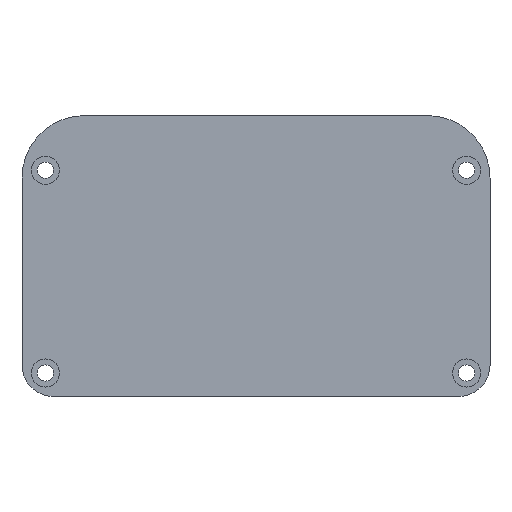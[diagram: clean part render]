
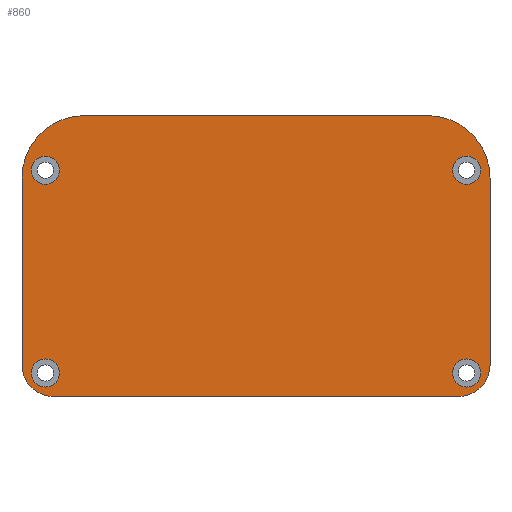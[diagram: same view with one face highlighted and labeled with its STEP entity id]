
A CAD part, front view. The second image highlights one B-rep face of the part: STEP entity #860.
In plain terms, the highlighted planar face has unit normal (0, -1, 0).
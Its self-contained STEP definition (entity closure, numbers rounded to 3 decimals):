
#10 = ORIENTED_EDGE ( 'NONE', *, *, #1597, .F. ) ;
#43 = DIRECTION ( 'NONE',  ( 0., 0., -1. ) ) ;
#47 = EDGE_LOOP ( 'NONE', ( #2012, #10 ) ) ;
#66 = VERTEX_POINT ( 'NONE', #1384 ) ;
#71 = DIRECTION ( 'NONE',  ( 0., 1., 0. ) ) ;
#81 = CIRCLE ( 'NONE', #1388, 10. ) ;
#96 = CARTESIAN_POINT ( 'NONE',  ( 135., -3., -20. ) ) ;
#145 = ORIENTED_EDGE ( 'NONE', *, *, #774, .F. ) ;
#151 = EDGE_CURVE ( 'NONE', #534, #1992, #2077, .T. ) ;
#153 = CIRCLE ( 'NONE', #1436, 4.5 ) ;
#173 = DIRECTION ( 'NONE',  ( 0., -1., 0. ) ) ;
#189 = ORIENTED_EDGE ( 'NONE', *, *, #1349, .F. ) ;
#195 = DIRECTION ( 'NONE',  ( 0., 0., -1. ) ) ;
#205 = VECTOR ( 'NONE', #1548, 1000. ) ;
#214 = AXIS2_PLACEMENT_3D ( 'NONE', #888, #1536, #244 ) ;
#244 = DIRECTION ( 'NONE',  ( 0., 0., -1. ) ) ;
#249 = DIRECTION ( 'NONE',  ( 0., 0., -1. ) ) ;
#251 = ORIENTED_EDGE ( 'NONE', *, *, #629, .F. ) ;
#257 = CARTESIAN_POINT ( 'NONE',  ( 115., -3., -20. ) ) ;
#258 = CARTESIAN_POINT ( 'NONE',  ( 127.5, -3., -82.5 ) ) ;
#266 = DIRECTION ( 'NONE',  ( 0., -1., 0. ) ) ;
#317 = ORIENTED_EDGE ( 'NONE', *, *, #1394, .T. ) ;
#321 = VERTEX_POINT ( 'NONE', #969 ) ;
#327 = DIRECTION ( 'NONE',  ( 0., 0., -1. ) ) ;
#335 = CARTESIAN_POINT ( 'NONE',  ( -7.5, -3., -17.5 ) ) ;
#337 = DIRECTION ( 'NONE',  ( 0., 0., -1. ) ) ;
#340 = ORIENTED_EDGE ( 'NONE', *, *, #151, .T. ) ;
#346 = CARTESIAN_POINT ( 'NONE',  ( -5., -3., -80. ) ) ;
#348 = DIRECTION ( 'NONE',  ( 0., 0., -1. ) ) ;
#354 = CIRCLE ( 'NONE', #1969, 4.5 ) ;
#355 = ORIENTED_EDGE ( 'NONE', *, *, #697, .F. ) ;
#374 = CARTESIAN_POINT ( 'NONE',  ( -7.5, -3., -13. ) ) ;
#406 = VERTEX_POINT ( 'NONE', #488 ) ;
#415 = EDGE_CURVE ( 'NONE', #1657, #534, #81, .T. ) ;
#419 = ORIENTED_EDGE ( 'NONE', *, *, #510, .T. ) ;
#420 = VECTOR ( 'NONE', #1263, 1000. ) ;
#449 = CIRCLE ( 'NONE', #1930, 4.5 ) ;
#477 = ORIENTED_EDGE ( 'NONE', *, *, #542, .F. ) ;
#481 = CARTESIAN_POINT ( 'NONE',  ( -5., -3., -90. ) ) ;
#488 = CARTESIAN_POINT ( 'NONE',  ( -7.5, -3., -78. ) ) ;
#492 = AXIS2_PLACEMENT_3D ( 'NONE', #1789, #1957, #1444 ) ;
#510 = EDGE_CURVE ( 'NONE', #1510, #321, #608, .T. ) ;
#534 = VERTEX_POINT ( 'NONE', #710 ) ;
#542 = EDGE_CURVE ( 'NONE', #1484, #1036, #1424, .T. ) ;
#574 = CARTESIAN_POINT ( 'NONE',  ( -7.5, -3., -82.5 ) ) ;
#608 = CIRCLE ( 'NONE', #877, 10. ) ;
#624 = CIRCLE ( 'NONE', #761, 20. ) ;
#626 = DIRECTION ( 'NONE',  ( 1., 0., 0. ) ) ;
#629 = EDGE_CURVE ( 'NONE', #1813, #406, #354, .T. ) ;
#665 = CARTESIAN_POINT ( 'NONE',  ( -7.5, -3., -82.5 ) ) ;
#666 = AXIS2_PLACEMENT_3D ( 'NONE', #335, #1804, #1179 ) ;
#670 = CARTESIAN_POINT ( 'NONE',  ( 5., -3., 0. ) ) ;
#697 = EDGE_CURVE ( 'NONE', #406, #1813, #1803, .T. ) ;
#708 = AXIS2_PLACEMENT_3D ( 'NONE', #1748, #266, #1913 ) ;
#710 = CARTESIAN_POINT ( 'NONE',  ( 135., -3., -80. ) ) ;
#747 = ORIENTED_EDGE ( 'NONE', *, *, #801, .T. ) ;
#759 = ORIENTED_EDGE ( 'NONE', *, *, #1857, .T. ) ;
#761 = AXIS2_PLACEMENT_3D ( 'NONE', #979, #1453, #1620 ) ;
#774 = EDGE_CURVE ( 'NONE', #1296, #1856, #1054, .T. ) ;
#796 = CARTESIAN_POINT ( 'NONE',  ( 127.5, -3., -13. ) ) ;
#799 = VERTEX_POINT ( 'NONE', #916 ) ;
#801 = EDGE_CURVE ( 'NONE', #1809, #1953, #1149, .T. ) ;
#845 = VECTOR ( 'NONE', #626, 1000. ) ;
#860 = ADVANCED_FACE ( 'NONE', ( #942, #1060, #1264, #1085, #1740 ), #1715, .F. ) ;
#877 = AXIS2_PLACEMENT_3D ( 'NONE', #346, #2006, #43 ) ;
#888 = CARTESIAN_POINT ( 'NONE',  ( 5., -3., -20. ) ) ;
#893 = CARTESIAN_POINT ( 'NONE',  ( 5., -3., 0. ) ) ;
#901 = DIRECTION ( 'NONE',  ( 0., 0., 1. ) ) ;
#913 = DIRECTION ( 'NONE',  ( 0., -1., 0. ) ) ;
#916 = CARTESIAN_POINT ( 'NONE',  ( 115., -3., 0. ) ) ;
#942 = FACE_BOUND ( 'NONE', #1554, .T. ) ;
#969 = CARTESIAN_POINT ( 'NONE',  ( -5., -3., -90. ) ) ;
#979 = CARTESIAN_POINT ( 'NONE',  ( 115., -3., -20. ) ) ;
#1001 = VERTEX_POINT ( 'NONE', #1941 ) ;
#1026 = CARTESIAN_POINT ( 'NONE',  ( 125., -3., -80. ) ) ;
#1036 = VERTEX_POINT ( 'NONE', #374 ) ;
#1045 = ORIENTED_EDGE ( 'NONE', *, *, #415, .T. ) ;
#1054 = CIRCLE ( 'NONE', #708, 4.5 ) ;
#1058 = EDGE_CURVE ( 'NONE', #1001, #66, #153, .T. ) ;
#1060 = FACE_BOUND ( 'NONE', #1354, .T. ) ;
#1078 = CARTESIAN_POINT ( 'NONE',  ( -7.5, -3., -87. ) ) ;
#1085 = FACE_BOUND ( 'NONE', #1605, .T. ) ;
#1088 = ORIENTED_EDGE ( 'NONE', *, *, #2114, .T. ) ;
#1100 = AXIS2_PLACEMENT_3D ( 'NONE', #1842, #1151, #348 ) ;
#1149 = CIRCLE ( 'NONE', #214, 20. ) ;
#1151 = DIRECTION ( 'NONE',  ( 0., -1., 0. ) ) ;
#1153 = LINE ( 'NONE', #670, #205 ) ;
#1179 = DIRECTION ( 'NONE',  ( 0., 0., -1. ) ) ;
#1195 = VECTOR ( 'NONE', #249, 1000. ) ;
#1223 = CIRCLE ( 'NONE', #492, 4.5 ) ;
#1263 = DIRECTION ( 'NONE',  ( 0., 0., 1. ) ) ;
#1264 = FACE_BOUND ( 'NONE', #47, .T. ) ;
#1290 = CIRCLE ( 'NONE', #1100, 4.5 ) ;
#1296 = VERTEX_POINT ( 'NONE', #796 ) ;
#1321 = CARTESIAN_POINT ( 'NONE',  ( -15., -3., -80. ) ) ;
#1331 = CARTESIAN_POINT ( 'NONE',  ( -7.5, -3., -22. ) ) ;
#1349 = EDGE_CURVE ( 'NONE', #1036, #1484, #1223, .T. ) ;
#1354 = EDGE_LOOP ( 'NONE', ( #1663, #145 ) ) ;
#1362 = EDGE_LOOP ( 'NONE', ( #1937, #1088, #747, #759, #419, #317, #1045, #340 ) ) ;
#1384 = CARTESIAN_POINT ( 'NONE',  ( 127.5, -3., -78. ) ) ;
#1388 = AXIS2_PLACEMENT_3D ( 'NONE', #1026, #1975, #327 ) ;
#1394 = EDGE_CURVE ( 'NONE', #321, #1657, #2103, .T. ) ;
#1424 = CIRCLE ( 'NONE', #666, 4.5 ) ;
#1436 = AXIS2_PLACEMENT_3D ( 'NONE', #258, #1537, #1565 ) ;
#1444 = DIRECTION ( 'NONE',  ( 0., 0., -1. ) ) ;
#1453 = DIRECTION ( 'NONE',  ( 0., -1., 0. ) ) ;
#1469 = EDGE_CURVE ( 'NONE', #1856, #1296, #1290, .T. ) ;
#1484 = VERTEX_POINT ( 'NONE', #1331 ) ;
#1510 = VERTEX_POINT ( 'NONE', #1321 ) ;
#1536 = DIRECTION ( 'NONE',  ( 0., -1., 0. ) ) ;
#1537 = DIRECTION ( 'NONE',  ( 0., -1., 0. ) ) ;
#1548 = DIRECTION ( 'NONE',  ( -1., 0., 0. ) ) ;
#1554 = EDGE_LOOP ( 'NONE', ( #251, #355 ) ) ;
#1565 = DIRECTION ( 'NONE',  ( 0., 0., -1. ) ) ;
#1597 = EDGE_CURVE ( 'NONE', #66, #1001, #449, .T. ) ;
#1605 = EDGE_LOOP ( 'NONE', ( #477, #189 ) ) ;
#1607 = AXIS2_PLACEMENT_3D ( 'NONE', #257, #71, #901 ) ;
#1613 = CARTESIAN_POINT ( 'NONE',  ( 135., -3., -20. ) ) ;
#1620 = DIRECTION ( 'NONE',  ( 0., 0., 1. ) ) ;
#1657 = VERTEX_POINT ( 'NONE', #1849 ) ;
#1663 = ORIENTED_EDGE ( 'NONE', *, *, #1469, .F. ) ;
#1715 = PLANE ( 'NONE',  #1607 ) ;
#1737 = DIRECTION ( 'NONE',  ( 0., 0., -1. ) ) ;
#1740 = FACE_OUTER_BOUND ( 'NONE', #1362, .T. ) ;
#1745 = LINE ( 'NONE', #2054, #1195 ) ;
#1748 = CARTESIAN_POINT ( 'NONE',  ( 127.5, -3., -17.5 ) ) ;
#1789 = CARTESIAN_POINT ( 'NONE',  ( -7.5, -3., -17.5 ) ) ;
#1803 = CIRCLE ( 'NONE', #1972, 4.5 ) ;
#1804 = DIRECTION ( 'NONE',  ( 0., -1., 0. ) ) ;
#1809 = VERTEX_POINT ( 'NONE', #893 ) ;
#1813 = VERTEX_POINT ( 'NONE', #1078 ) ;
#1818 = CARTESIAN_POINT ( 'NONE',  ( 127.5, -3., -82.5 ) ) ;
#1839 = DIRECTION ( 'NONE',  ( 0., -1., 0. ) ) ;
#1842 = CARTESIAN_POINT ( 'NONE',  ( 127.5, -3., -17.5 ) ) ;
#1849 = CARTESIAN_POINT ( 'NONE',  ( 125., -3., -90. ) ) ;
#1856 = VERTEX_POINT ( 'NONE', #1918 ) ;
#1857 = EDGE_CURVE ( 'NONE', #1953, #1510, #1745, .T. ) ;
#1913 = DIRECTION ( 'NONE',  ( 0., 0., -1. ) ) ;
#1918 = CARTESIAN_POINT ( 'NONE',  ( 127.5, -3., -22. ) ) ;
#1930 = AXIS2_PLACEMENT_3D ( 'NONE', #1818, #173, #337 ) ;
#1937 = ORIENTED_EDGE ( 'NONE', *, *, #1970, .T. ) ;
#1941 = CARTESIAN_POINT ( 'NONE',  ( 127.5, -3., -87. ) ) ;
#1953 = VERTEX_POINT ( 'NONE', #2132 ) ;
#1957 = DIRECTION ( 'NONE',  ( 0., -1., 0. ) ) ;
#1969 = AXIS2_PLACEMENT_3D ( 'NONE', #665, #1839, #195 ) ;
#1970 = EDGE_CURVE ( 'NONE', #1992, #799, #624, .T. ) ;
#1972 = AXIS2_PLACEMENT_3D ( 'NONE', #574, #913, #1737 ) ;
#1975 = DIRECTION ( 'NONE',  ( 0., -1., 0. ) ) ;
#1992 = VERTEX_POINT ( 'NONE', #1613 ) ;
#2006 = DIRECTION ( 'NONE',  ( 0., -1., 0. ) ) ;
#2012 = ORIENTED_EDGE ( 'NONE', *, *, #1058, .F. ) ;
#2054 = CARTESIAN_POINT ( 'NONE',  ( -15., -3., -20. ) ) ;
#2077 = LINE ( 'NONE', #96, #420 ) ;
#2103 = LINE ( 'NONE', #481, #845 ) ;
#2114 = EDGE_CURVE ( 'NONE', #799, #1809, #1153, .T. ) ;
#2132 = CARTESIAN_POINT ( 'NONE',  ( -15., -3., -20. ) ) ;
